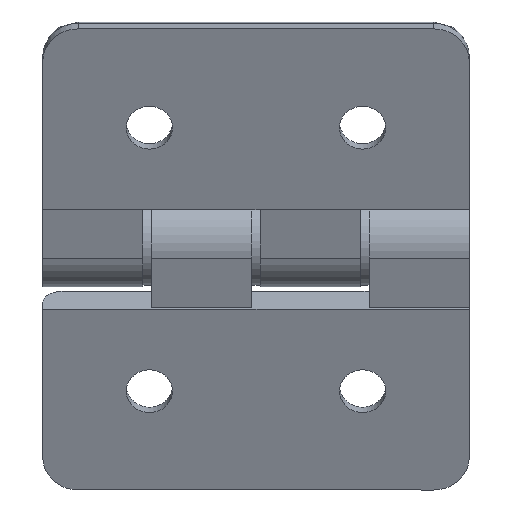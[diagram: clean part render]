
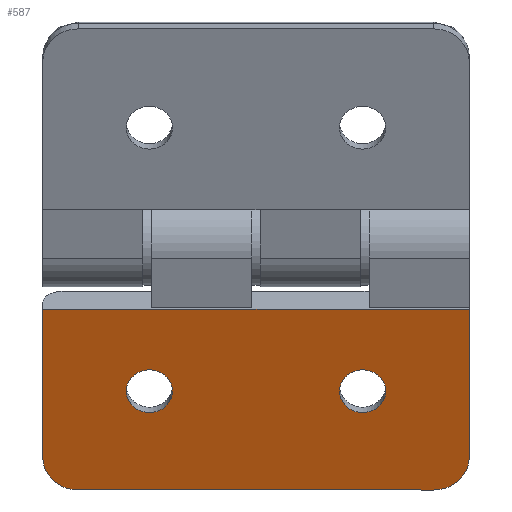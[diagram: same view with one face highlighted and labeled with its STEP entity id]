
A CAD part, left-side view. The second image highlights one B-rep face of the part: STEP entity #587.
In plain terms, the highlighted face is planar.
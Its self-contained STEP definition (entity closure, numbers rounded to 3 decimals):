
#53=PLANE('',#646);
#77=LINE('',#956,#114);
#87=LINE('',#975,#124);
#90=LINE('',#983,#127);
#94=LINE('',#994,#131);
#114=VECTOR('',#748,60.);
#124=VECTOR('',#760,22.428);
#127=VECTOR('',#769,50.);
#131=VECTOR('',#781,22.428);
#163=FACE_BOUND('',#237,.T.);
#164=FACE_BOUND('',#238,.T.);
#194=FACE_OUTER_BOUND('',#236,.T.);
#236=EDGE_LOOP('',(#491,#492,#493,#494,#495,#496));
#237=EDGE_LOOP('',(#497));
#238=EDGE_LOOP('',(#498));
#276=CIRCLE('',#617,3.25);
#279=CIRCLE('',#622,3.25);
#288=CIRCLE('',#639,5.);
#289=CIRCLE('',#642,5.);
#308=VERTEX_POINT('',#893);
#311=VERTEX_POINT('',#901);
#324=VERTEX_POINT('',#953);
#325=VERTEX_POINT('',#955);
#333=VERTEX_POINT('',#973);
#334=VERTEX_POINT('',#977);
#335=VERTEX_POINT('',#981);
#336=VERTEX_POINT('',#985);
#359=EDGE_CURVE('',#308,#308,#276,.T.);
#362=EDGE_CURVE('',#311,#311,#279,.T.);
#380=EDGE_CURVE('',#324,#325,#77,.T.);
#390=EDGE_CURVE('',#333,#324,#87,.T.);
#392=EDGE_CURVE('',#334,#333,#288,.T.);
#394=EDGE_CURVE('',#335,#334,#90,.T.);
#396=EDGE_CURVE('',#336,#335,#289,.T.);
#400=EDGE_CURVE('',#336,#325,#94,.T.);
#491=ORIENTED_EDGE('',*,*,#392,.F.);
#492=ORIENTED_EDGE('',*,*,#394,.F.);
#493=ORIENTED_EDGE('',*,*,#396,.F.);
#494=ORIENTED_EDGE('',*,*,#400,.T.);
#495=ORIENTED_EDGE('',*,*,#380,.F.);
#496=ORIENTED_EDGE('',*,*,#390,.F.);
#497=ORIENTED_EDGE('',*,*,#359,.T.);
#498=ORIENTED_EDGE('',*,*,#362,.T.);
#587=ADVANCED_FACE('',(#194,#163,#164),#53,.T.);
#617=AXIS2_PLACEMENT_3D('',#894,#701,#702);
#622=AXIS2_PLACEMENT_3D('',#902,#711,#712);
#639=AXIS2_PLACEMENT_3D('',#979,#764,#765);
#642=AXIS2_PLACEMENT_3D('',#987,#773,#774);
#646=AXIS2_PLACEMENT_3D('',#997,#784,#785);
#701=DIRECTION('center_axis',(0.,0.,1.));
#702=DIRECTION('ref_axis',(1.,0.,0.));
#711=DIRECTION('center_axis',(0.,0.,1.));
#712=DIRECTION('ref_axis',(1.,0.,0.));
#748=DIRECTION('',(0.,-1.,0.));
#760=DIRECTION('',(-1.,0.,0.));
#764=DIRECTION('center_axis',(0.,0.,1.));
#765=DIRECTION('ref_axis',(0.707,0.707,0.));
#769=DIRECTION('',(0.,1.,0.));
#773=DIRECTION('center_axis',(0.,0.,1.));
#774=DIRECTION('ref_axis',(0.707,-0.707,0.));
#781=DIRECTION('',(-1.,0.,0.));
#784=DIRECTION('center_axis',(0.,0.,-1.));
#785=DIRECTION('ref_axis',(0.,-1.,0.));
#893=CARTESIAN_POINT('',(9.25,15.,0.));
#894=CARTESIAN_POINT('Origin',(12.5,15.,0.));
#901=CARTESIAN_POINT('',(9.25,45.,0.));
#902=CARTESIAN_POINT('Origin',(12.5,45.,0.));
#953=CARTESIAN_POINT('',(0.072,60.,0.));
#955=CARTESIAN_POINT('',(0.072,0.,0.));
#956=CARTESIAN_POINT('',(0.072,45.,0.));
#973=CARTESIAN_POINT('',(22.5,60.,0.));
#975=CARTESIAN_POINT('',(27.5,60.,0.));
#977=CARTESIAN_POINT('',(27.5,55.,0.));
#979=CARTESIAN_POINT('Origin',(22.5,55.,0.));
#981=CARTESIAN_POINT('',(27.5,5.,0.));
#983=CARTESIAN_POINT('',(27.5,0.,0.));
#985=CARTESIAN_POINT('',(22.5,0.,0.));
#987=CARTESIAN_POINT('Origin',(22.5,5.,0.));
#994=CARTESIAN_POINT('',(27.5,0.,0.));
#997=CARTESIAN_POINT('Origin',(27.5,60.,0.));
